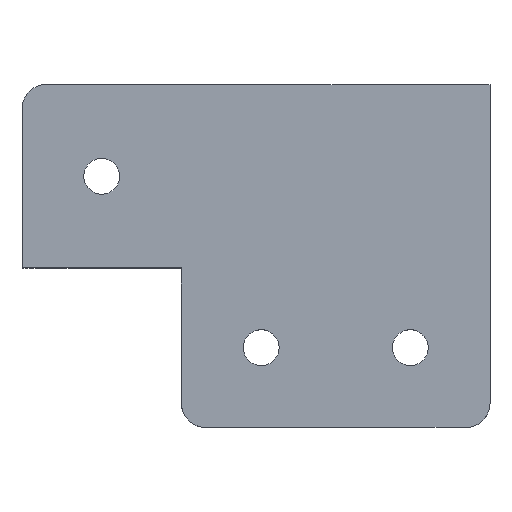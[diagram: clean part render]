
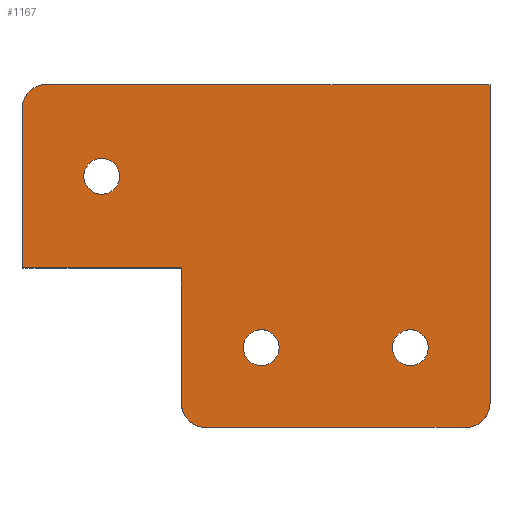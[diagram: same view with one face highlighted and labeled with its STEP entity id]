
A CAD part, top view. The second image highlights one B-rep face of the part: STEP entity #1167.
In plain terms, the highlighted planar face has unit normal (0, 0, 1).
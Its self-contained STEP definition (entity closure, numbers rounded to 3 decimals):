
#37=FACE_BOUND('',#414,.T.);
#38=FACE_BOUND('',#415,.T.);
#39=FACE_BOUND('',#416,.T.);
#71=PLANE('',#1325);
#108=LINE('',#1818,#198);
#113=LINE('',#1828,#203);
#122=LINE('',#1846,#212);
#131=LINE('',#1872,#221);
#149=LINE('',#1986,#239);
#157=LINE('',#2018,#247);
#160=LINE('',#2032,#250);
#161=LINE('',#2034,#251);
#198=VECTOR('',#1442,10.);
#203=VECTOR('',#1451,10.);
#212=VECTOR('',#1466,10.);
#221=VECTOR('',#1491,10.);
#239=VECTOR('',#1625,10.);
#247=VECTOR('',#1667,10.);
#250=VECTOR('',#1688,10.);
#251=VECTOR('',#1691,10.);
#336=FACE_OUTER_BOUND('',#413,.T.);
#413=EDGE_LOOP('',(#1091,#1092,#1093,#1094,#1095,#1096,#1097,#1098,#1099,
#1100,#1101));
#414=EDGE_LOOP('',(#1102));
#415=EDGE_LOOP('',(#1103));
#416=EDGE_LOOP('',(#1104,#1105));
#441=CIRCLE('',#1230,3.);
#443=CIRCLE('',#1237,3.);
#444=CIRCLE('',#1242,3.);
#482=CIRCLE('',#1301,2.25);
#483=CIRCLE('',#1303,2.25);
#486=CIRCLE('',#1309,2.25);
#487=CIRCLE('',#1310,2.25);
#519=VERTEX_POINT('',#1765);
#539=VERTEX_POINT('',#1816);
#542=VERTEX_POINT('',#1827);
#545=VERTEX_POINT('',#1835);
#546=VERTEX_POINT('',#1837);
#553=VERTEX_POINT('',#1859);
#554=VERTEX_POINT('',#1861);
#557=VERTEX_POINT('',#1871);
#560=VERTEX_POINT('',#1879);
#594=VERTEX_POINT('',#1983);
#595=VERTEX_POINT('',#1985);
#597=VERTEX_POINT('',#1993);
#598=VERTEX_POINT('',#1997);
#601=VERTEX_POINT('',#2009);
#602=VERTEX_POINT('',#2010);
#665=EDGE_CURVE('',#519,#539,#108,.T.);
#670=EDGE_CURVE('',#542,#519,#113,.T.);
#675=EDGE_CURVE('',#545,#546,#441,.T.);
#680=EDGE_CURVE('',#539,#546,#122,.T.);
#687=EDGE_CURVE('',#553,#554,#443,.T.);
#692=EDGE_CURVE('',#554,#557,#131,.T.);
#696=EDGE_CURVE('',#557,#560,#444,.T.);
#748=EDGE_CURVE('',#594,#595,#149,.T.);
#753=EDGE_CURVE('',#597,#597,#482,.T.);
#755=EDGE_CURVE('',#598,#598,#483,.T.);
#760=EDGE_CURVE('',#601,#602,#486,.T.);
#761=EDGE_CURVE('',#602,#601,#487,.T.);
#764=EDGE_CURVE('',#595,#545,#157,.T.);
#770=EDGE_CURVE('',#560,#594,#160,.T.);
#771=EDGE_CURVE('',#553,#542,#161,.T.);
#1091=ORIENTED_EDGE('',*,*,#675,.F.);
#1092=ORIENTED_EDGE('',*,*,#764,.F.);
#1093=ORIENTED_EDGE('',*,*,#748,.F.);
#1094=ORIENTED_EDGE('',*,*,#770,.F.);
#1095=ORIENTED_EDGE('',*,*,#696,.F.);
#1096=ORIENTED_EDGE('',*,*,#692,.F.);
#1097=ORIENTED_EDGE('',*,*,#687,.F.);
#1098=ORIENTED_EDGE('',*,*,#771,.T.);
#1099=ORIENTED_EDGE('',*,*,#670,.T.);
#1100=ORIENTED_EDGE('',*,*,#665,.T.);
#1101=ORIENTED_EDGE('',*,*,#680,.T.);
#1102=ORIENTED_EDGE('',*,*,#753,.T.);
#1103=ORIENTED_EDGE('',*,*,#755,.T.);
#1104=ORIENTED_EDGE('',*,*,#760,.T.);
#1105=ORIENTED_EDGE('',*,*,#761,.T.);
#1167=ADVANCED_FACE('',(#336,#37,#38,#39),#71,.T.);
#1230=AXIS2_PLACEMENT_3D('',#1838,#1458,#1459);
#1237=AXIS2_PLACEMENT_3D('',#1862,#1481,#1482);
#1242=AXIS2_PLACEMENT_3D('',#1880,#1498,#1499);
#1301=AXIS2_PLACEMENT_3D('',#1995,#1635,#1636);
#1303=AXIS2_PLACEMENT_3D('',#1999,#1640,#1641);
#1309=AXIS2_PLACEMENT_3D('',#2011,#1654,#1655);
#1310=AXIS2_PLACEMENT_3D('',#2012,#1656,#1657);
#1325=AXIS2_PLACEMENT_3D('',#2035,#1692,#1693);
#1442=DIRECTION('',(-1.,0.,0.));
#1451=DIRECTION('',(-1.,0.,0.));
#1458=DIRECTION('center_axis',(0.,0.,-1.));
#1459=DIRECTION('ref_axis',(-0.707,0.707,0.));
#1466=DIRECTION('',(-1.,0.,0.));
#1481=DIRECTION('center_axis',(0.,0.,-1.));
#1482=DIRECTION('ref_axis',(0.707,-0.707,0.));
#1491=DIRECTION('',(-1.,0.,0.));
#1498=DIRECTION('center_axis',(0.,0.,-1.));
#1499=DIRECTION('ref_axis',(-0.707,-0.707,0.));
#1625=DIRECTION('',(-1.,0.,0.));
#1635=DIRECTION('center_axis',(0.,0.,-1.));
#1636=DIRECTION('ref_axis',(-1.,0.,0.));
#1640=DIRECTION('center_axis',(0.,0.,-1.));
#1641=DIRECTION('ref_axis',(-1.,0.,0.));
#1654=DIRECTION('center_axis',(0.,0.,-1.));
#1655=DIRECTION('ref_axis',(1.,0.,0.));
#1656=DIRECTION('center_axis',(0.,0.,-1.));
#1657=DIRECTION('ref_axis',(1.,0.,0.));
#1667=DIRECTION('',(0.,1.,0.));
#1688=DIRECTION('',(0.,1.,0.));
#1691=DIRECTION('',(0.,1.,0.));
#1692=DIRECTION('center_axis',(0.,0.,1.));
#1693=DIRECTION('ref_axis',(1.,0.,0.));
#1765=CARTESIAN_POINT('',(4.35,23.,18.05));
#1816=CARTESIAN_POINT('',(-4.65,23.,18.05));
#1818=CARTESIAN_POINT('',(-19.35,23.,18.05));
#1827=CARTESIAN_POINT('',(19.35,23.,18.05));
#1828=CARTESIAN_POINT('',(-19.35,23.,18.05));
#1835=CARTESIAN_POINT('',(-39.35,20.,18.05));
#1837=CARTESIAN_POINT('',(-36.35,23.,18.05));
#1838=CARTESIAN_POINT('Origin',(-36.35,20.,18.05));
#1846=CARTESIAN_POINT('',(-19.35,23.,18.05));
#1859=CARTESIAN_POINT('',(19.35,-17.,18.05));
#1861=CARTESIAN_POINT('',(16.35,-20.,18.05));
#1862=CARTESIAN_POINT('Origin',(16.35,-17.,18.05));
#1871=CARTESIAN_POINT('',(-16.35,-20.,18.05));
#1872=CARTESIAN_POINT('',(19.35,-20.,18.05));
#1879=CARTESIAN_POINT('',(-19.35,-17.,18.05));
#1880=CARTESIAN_POINT('Origin',(-16.35,-17.,18.05));
#1983=CARTESIAN_POINT('',(-19.35,0.,18.05));
#1985=CARTESIAN_POINT('',(-39.35,0.,18.05));
#1986=CARTESIAN_POINT('',(-19.35,0.,18.05));
#1993=CARTESIAN_POINT('',(-7.1,-10.,18.05));
#1995=CARTESIAN_POINT('Origin',(-9.35,-10.,18.05));
#1997=CARTESIAN_POINT('',(11.6,-10.,18.05));
#1999=CARTESIAN_POINT('Origin',(9.35,-10.,18.05));
#2009=CARTESIAN_POINT('',(-27.1,11.5,18.05));
#2010=CARTESIAN_POINT('',(-31.6,11.5,18.05));
#2011=CARTESIAN_POINT('Origin',(-29.35,11.5,18.05));
#2012=CARTESIAN_POINT('Origin',(-29.35,11.5,18.05));
#2018=CARTESIAN_POINT('',(-39.35,0.,18.05));
#2032=CARTESIAN_POINT('',(-19.35,-20.,18.05));
#2034=CARTESIAN_POINT('',(19.35,0.,18.05));
#2035=CARTESIAN_POINT('Origin',(-19.35,0.,18.05));
